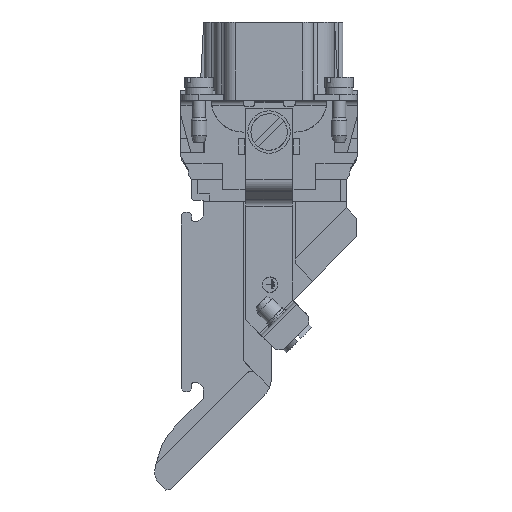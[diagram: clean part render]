
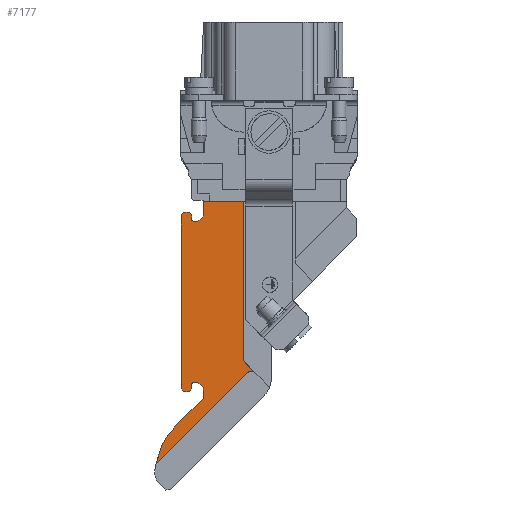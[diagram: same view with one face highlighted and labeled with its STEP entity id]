
A CAD part, left-side view. The second image highlights one B-rep face of the part: STEP entity #7177.
In plain terms, the highlighted planar face has unit normal (-1, 0, 0).
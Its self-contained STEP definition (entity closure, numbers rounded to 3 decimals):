
#6301=FACE_OUTER_BOUND('',#9134,.T.);
#7177=ADVANCED_FACE('',(#6301),#7930,.F.);
#7930=PLANE('',#25108);
#9134=EDGE_LOOP('',(#12502,#12503,#12504,#12505,#12506,#12507,#12508,#12509,
#12510,#12511,#12512,#12513,#12514,#12515,#12516,#12517,#12518,#12519,#12520,
#12521,#12522,#12523,#12524,#12525,#12526));
#12502=ORIENTED_EDGE('',*,*,#17332,.T.);
#12503=ORIENTED_EDGE('',*,*,#16188,.T.);
#12504=ORIENTED_EDGE('',*,*,#17337,.T.);
#12505=ORIENTED_EDGE('',*,*,#17531,.F.);
#12506=ORIENTED_EDGE('',*,*,#17532,.F.);
#12507=ORIENTED_EDGE('',*,*,#17533,.T.);
#12508=ORIENTED_EDGE('',*,*,#17530,.T.);
#12509=ORIENTED_EDGE('',*,*,#17504,.F.);
#12510=ORIENTED_EDGE('',*,*,#17534,.F.);
#12511=ORIENTED_EDGE('',*,*,#17535,.F.);
#12512=ORIENTED_EDGE('',*,*,#17536,.F.);
#12513=ORIENTED_EDGE('',*,*,#17537,.F.);
#12514=ORIENTED_EDGE('',*,*,#17538,.F.);
#12515=ORIENTED_EDGE('',*,*,#17539,.F.);
#12516=ORIENTED_EDGE('',*,*,#17540,.F.);
#12517=ORIENTED_EDGE('',*,*,#17541,.F.);
#12518=ORIENTED_EDGE('',*,*,#17542,.F.);
#12519=ORIENTED_EDGE('',*,*,#17543,.F.);
#12520=ORIENTED_EDGE('',*,*,#17544,.F.);
#12521=ORIENTED_EDGE('',*,*,#17545,.F.);
#12522=ORIENTED_EDGE('',*,*,#17546,.F.);
#12523=ORIENTED_EDGE('',*,*,#17547,.F.);
#12524=ORIENTED_EDGE('',*,*,#17548,.F.);
#12525=ORIENTED_EDGE('',*,*,#17549,.F.);
#12526=ORIENTED_EDGE('',*,*,#17550,.F.);
#14548=VERTEX_POINT('',#30987);
#14549=VERTEX_POINT('',#30989);
#15339=VERTEX_POINT('',#33676);
#15342=VERTEX_POINT('',#33684);
#15432=VERTEX_POINT('',#34409);
#15433=VERTEX_POINT('',#34411);
#15451=VERTEX_POINT('',#34461);
#15452=VERTEX_POINT('',#34465);
#15453=VERTEX_POINT('',#34467);
#15454=VERTEX_POINT('',#34470);
#15455=VERTEX_POINT('',#34472);
#15456=VERTEX_POINT('',#34474);
#15457=VERTEX_POINT('',#34476);
#15458=VERTEX_POINT('',#34478);
#15459=VERTEX_POINT('',#34480);
#15460=VERTEX_POINT('',#34482);
#15461=VERTEX_POINT('',#34484);
#15462=VERTEX_POINT('',#34486);
#15463=VERTEX_POINT('',#34488);
#15464=VERTEX_POINT('',#34490);
#15465=VERTEX_POINT('',#34492);
#15466=VERTEX_POINT('',#34494);
#15467=VERTEX_POINT('',#34496);
#15468=VERTEX_POINT('',#34498);
#15469=VERTEX_POINT('',#34500);
#16188=EDGE_CURVE('',#14549,#14548,#18576,.T.);
#17332=EDGE_CURVE('',#15339,#14549,#20417,.T.);
#17337=EDGE_CURVE('',#14548,#15342,#20422,.T.);
#17504=EDGE_CURVE('',#15432,#15433,#20522,.T.);
#17530=EDGE_CURVE('',#15451,#15433,#20547,.T.);
#17531=EDGE_CURVE('',#15452,#15342,#20548,.T.);
#17532=EDGE_CURVE('',#15453,#15452,#18791,.T.);
#17533=EDGE_CURVE('',#15453,#15451,#20549,.T.);
#17534=EDGE_CURVE('',#15454,#15432,#20550,.T.);
#17535=EDGE_CURVE('',#15455,#15454,#20551,.T.);
#17536=EDGE_CURVE('',#15456,#15455,#20552,.T.);
#17537=EDGE_CURVE('',#15457,#15456,#18792,.T.);
#17538=EDGE_CURVE('',#15458,#15457,#20553,.T.);
#17539=EDGE_CURVE('',#15459,#15458,#20554,.T.);
#17540=EDGE_CURVE('',#15460,#15459,#20555,.T.);
#17541=EDGE_CURVE('',#15461,#15460,#20556,.T.);
#17542=EDGE_CURVE('',#15462,#15461,#20557,.T.);
#17543=EDGE_CURVE('',#15463,#15462,#20558,.T.);
#17544=EDGE_CURVE('',#15464,#15463,#20559,.T.);
#17545=EDGE_CURVE('',#15465,#15464,#20560,.T.);
#17546=EDGE_CURVE('',#15466,#15465,#20561,.T.);
#17547=EDGE_CURVE('',#15467,#15466,#18793,.T.);
#17548=EDGE_CURVE('',#15468,#15467,#20562,.T.);
#17549=EDGE_CURVE('',#15469,#15468,#20563,.T.);
#17550=EDGE_CURVE('',#15339,#15469,#20564,.T.);
#18576=CIRCLE('',#24352,12.);
#18791=CIRCLE('',#25105,1.);
#18792=CIRCLE('',#25106,0.4);
#18793=CIRCLE('',#25107,0.4);
#20417=LINE('',#33675,#22313);
#20422=LINE('',#33685,#22318);
#20522=LINE('',#34410,#22418);
#20547=LINE('',#34462,#22443);
#20548=LINE('',#34464,#22444);
#20549=LINE('',#34468,#22445);
#20550=LINE('',#34469,#22446);
#20551=LINE('',#34471,#22447);
#20552=LINE('',#34473,#22448);
#20553=LINE('',#34477,#22449);
#20554=LINE('',#34479,#22450);
#20555=LINE('',#34481,#22451);
#20556=LINE('',#34483,#22452);
#20557=LINE('',#34485,#22453);
#20558=LINE('',#34487,#22454);
#20559=LINE('',#34489,#22455);
#20560=LINE('',#34491,#22456);
#20561=LINE('',#34493,#22457);
#20562=LINE('',#34497,#22458);
#20563=LINE('',#34499,#22459);
#20564=LINE('',#34501,#22460);
#22313=VECTOR('',#28205,1.);
#22318=VECTOR('',#28212,1.);
#22418=VECTOR('',#28512,1.);
#22443=VECTOR('',#28553,1.);
#22444=VECTOR('',#28556,1.);
#22445=VECTOR('',#28559,1.);
#22446=VECTOR('',#28560,1.);
#22447=VECTOR('',#28561,1.);
#22448=VECTOR('',#28562,1.);
#22449=VECTOR('',#28565,1.);
#22450=VECTOR('',#28566,1.);
#22451=VECTOR('',#28567,1.);
#22452=VECTOR('',#28568,1.);
#22453=VECTOR('',#28569,1.);
#22454=VECTOR('',#28570,1.);
#22455=VECTOR('',#28571,1.);
#22456=VECTOR('',#28572,1.);
#22457=VECTOR('',#28573,1.);
#22458=VECTOR('',#28576,1.);
#22459=VECTOR('',#28577,1.);
#22460=VECTOR('',#28578,1.);
#24352=AXIS2_PLACEMENT_3D('',#30988,#26032,#26033);
#25105=AXIS2_PLACEMENT_3D('',#34466,#28557,#28558);
#25106=AXIS2_PLACEMENT_3D('',#34475,#28563,#28564);
#25107=AXIS2_PLACEMENT_3D('',#34495,#28574,#28575);
#25108=AXIS2_PLACEMENT_3D('',#34502,#28579,#28580);
#26032=DIRECTION('',(-1.,0.,0.));
#26033=DIRECTION('',(0.,0.,-1.));
#28205=DIRECTION('',(0.,0.707,-0.707));
#28212=DIRECTION('',(0.,0.259,-0.966));
#28512=DIRECTION('',(0.,-1.,0.));
#28553=DIRECTION('',(0.,0.,1.));
#28556=DIRECTION('',(0.,0.707,-0.707));
#28557=DIRECTION('',(-1.,0.,0.));
#28558=DIRECTION('',(0.,-0.707,0.707));
#28559=DIRECTION('',(0.,0.707,0.707));
#28560=DIRECTION('',(0.,0.,1.));
#28561=DIRECTION('',(0.,-0.707,0.707));
#28562=DIRECTION('',(0.,-1.,0.));
#28563=DIRECTION('',(-1.,0.,0.));
#28564=DIRECTION('',(0.,0.,-1.));
#28565=DIRECTION('',(0.,0.,-1.));
#28566=DIRECTION('',(0.,-0.707,-0.707));
#28567=DIRECTION('',(0.,-1.,0.));
#28568=DIRECTION('',(0.,-0.707,0.707));
#28569=DIRECTION('',(0.,0.,1.));
#28570=DIRECTION('',(0.,0.707,0.707));
#28571=DIRECTION('',(0.,1.,0.));
#28572=DIRECTION('',(0.,0.707,-0.707));
#28573=DIRECTION('',(0.,0.,-1.));
#28574=DIRECTION('',(-1.,0.,0.));
#28575=DIRECTION('',(0.,0.,-1.));
#28576=DIRECTION('',(0.,1.,0.));
#28577=DIRECTION('',(0.,0.707,0.707));
#28578=DIRECTION('',(0.,0.,1.));
#28579=DIRECTION('',(1.,0.,0.));
#28580=DIRECTION('',(0.,-1.,0.));
#30987=CARTESIAN_POINT('',(-15.,21.265,-68.271));
#30988=CARTESIAN_POINT('',(-15.,9.674,-71.377));
#30989=CARTESIAN_POINT('',(-15.,18.159,-62.892));
#33675=CARTESIAN_POINT('',(-15.,12.7,-57.432));
#33676=CARTESIAN_POINT('',(-15.,12.7,-57.432));
#33684=CARTESIAN_POINT('',(-15.,21.727,-69.995));
#33685=CARTESIAN_POINT('',(-15.,21.265,-68.271));
#34409=CARTESIAN_POINT('',(-15.,12.7,-19.525));
#34410=CARTESIAN_POINT('',(-15.,12.694,-19.525));
#34411=CARTESIAN_POINT('',(-15.,4.994,-19.525));
#34461=CARTESIAN_POINT('',(-15.,4.994,-50.173));
#34462=CARTESIAN_POINT('',(-15.,4.994,-50.173));
#34464=CARTESIAN_POINT('',(-15.,4.157,-52.424));
#34465=CARTESIAN_POINT('',(-15.,4.157,-52.424));
#34466=CARTESIAN_POINT('',(-15.,3.45,-53.132));
#34467=CARTESIAN_POINT('',(-15.,2.742,-52.424));
#34468=CARTESIAN_POINT('',(-15.,2.742,-52.424));
#34469=CARTESIAN_POINT('',(-15.,12.7,-18.263));
#34470=CARTESIAN_POINT('',(-15.,12.7,-22.269));
#34471=CARTESIAN_POINT('',(-15.,15.455,-25.025));
#34472=CARTESIAN_POINT('',(-15.,13.7,-23.269));
#34473=CARTESIAN_POINT('',(-15.,22.216,-23.269));
#34474=CARTESIAN_POINT('',(-15.,14.5,-23.269));
#34475=CARTESIAN_POINT('',(-15.,14.5,-22.869));
#34476=CARTESIAN_POINT('',(-15.,14.9,-22.869));
#34477=CARTESIAN_POINT('',(-15.,14.9,-18.263));
#34478=CARTESIAN_POINT('',(-15.,14.9,-22.069));
#34479=CARTESIAN_POINT('',(-15.,20.461,-16.508));
#34480=CARTESIAN_POINT('',(-15.,15.4,-21.569));
#34481=CARTESIAN_POINT('',(-15.,22.216,-21.569));
#34482=CARTESIAN_POINT('',(-15.,16.4,-21.569));
#34483=CARTESIAN_POINT('',(-15.,17.655,-22.825));
#34484=CARTESIAN_POINT('',(-15.,16.9,-22.069));
#34485=CARTESIAN_POINT('',(-15.,16.9,-18.263));
#34486=CARTESIAN_POINT('',(-15.,16.9,-55.569));
#34487=CARTESIAN_POINT('',(-15.,38.211,-34.258));
#34488=CARTESIAN_POINT('',(-15.,16.4,-56.069));
#34489=CARTESIAN_POINT('',(-15.,22.216,-56.069));
#34490=CARTESIAN_POINT('',(-15.,15.4,-56.069));
#34491=CARTESIAN_POINT('',(-15.,-0.095,-40.575));
#34492=CARTESIAN_POINT('',(-15.,14.9,-55.569));
#34493=CARTESIAN_POINT('',(-15.,14.9,-18.263));
#34494=CARTESIAN_POINT('',(-15.,14.9,-54.769));
#34495=CARTESIAN_POINT('',(-15.,14.5,-54.769));
#34496=CARTESIAN_POINT('',(-15.,14.5,-54.369));
#34497=CARTESIAN_POINT('',(-15.,22.216,-54.369));
#34498=CARTESIAN_POINT('',(-15.,13.7,-54.369));
#34499=CARTESIAN_POINT('',(-15.,36.011,-32.058));
#34500=CARTESIAN_POINT('',(-15.,12.7,-55.369));
#34501=CARTESIAN_POINT('',(-15.,12.7,-18.263));
#34502=CARTESIAN_POINT('',(-15.,22.216,-18.263));
